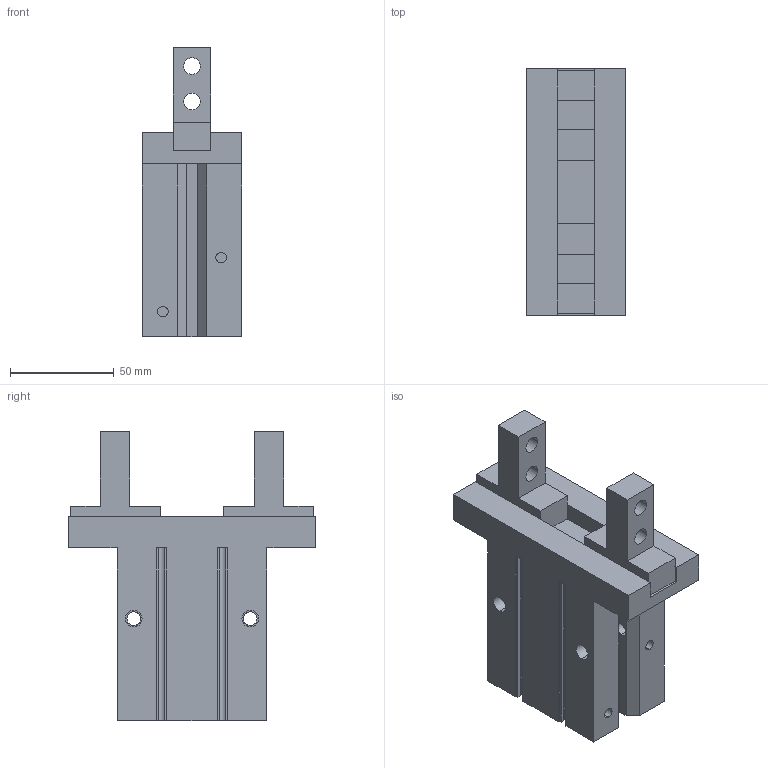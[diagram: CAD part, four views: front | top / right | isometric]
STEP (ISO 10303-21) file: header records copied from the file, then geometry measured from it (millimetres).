
FILE_DESCRIPTION (( 'STEP AP214' ), '1' );
FILE_NAME ('GripperASM.STEP', '2020-05-28T17:54:38', ( '' ), ( '' ), 'SwSTEP 2.0', 'SolidWorks 2019', '' );
FILE_SCHEMA (( 'AUTOMOTIVE_DESIGN' ));
Length unit declared in the file: millimetre
Products named in the file (3): GripperBody_40; GripperProng_40; GripperASM
Assembly tree (3 placements, depth 2):
  GripperASM
    GripperBody_40
    GripperProng_40  x2
Bounding box: 48 x 119 x 139 mm (x, y, z)
Volume: 356431.3 mm3; surface area: 61551.6 mm2
Topology: 3 solids, 3 shells, 150 faces, 408 edges, 272 vertices
Faces by surface type: plane 98, cylinder 52
Entity records: 4462 total; most frequent: CARTESIAN_POINT 786, DIRECTION 752, ORIENTED_EDGE 744, EDGE_CURVE 372, LINE 260, VECTOR 260, VERTEX_POINT 248, AXIS2_PLACEMENT_3D 246
